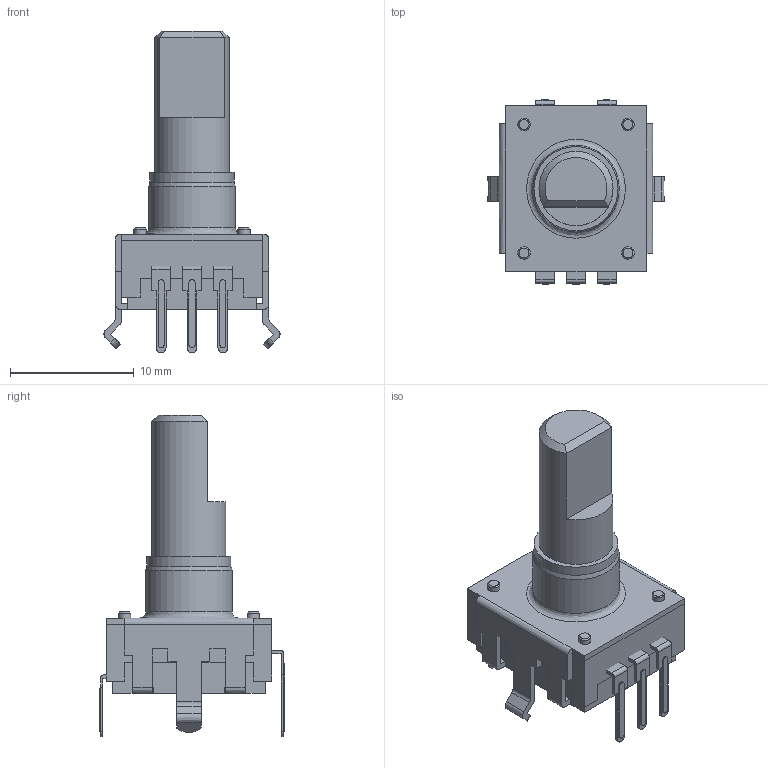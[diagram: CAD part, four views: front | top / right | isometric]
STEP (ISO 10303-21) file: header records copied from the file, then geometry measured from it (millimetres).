
FILE_DESCRIPTION(/* description */ (''),/* implementation_level */ '2;1');
FILE_NAME(/* name */ 'PEC12R-4222F-S0024 v6.step',/* time_stamp */ '2022-05-06T16:22:45+09:00',/* author */ (''),/* organization */ (''),/* preprocessor_version */ 'ST-DEVELOPER v18.1',/* originating_system */ 'Autodesk Translation Framework v10.14.0.1471',/* authorisation */ '');
FILE_SCHEMA (('AUTOMOTIVE_DESIGN { 1 0 10303 214 3 1 1 }'));
Length unit declared in the file: millimetre
Products named in the file (1): PEC12R-4222F-S0024
Bounding box: 14.24 x 15 x 26 mm (x, y, z)
Volume: 1419.2 mm3; surface area: 2081.5 mm2
Topology: 8 solids, 8 shells, 245 faces, 635 edges, 418 vertices
Faces by surface type: plane 192, cylinder 27, bspline 20, cone 6
Full cylindrical faces by diameter (mm): 1 x8, 6 x2, 6.8 x1, 7 x1
Entity records: 8458 total; most frequent: CARTESIAN_POINT 2483, ORIENTED_EDGE 1270, DIRECTION 1109, EDGE_CURVE 635, LINE 531, VECTOR 531, VERTEX_POINT 418, AXIS2_PLACEMENT_3D 289
